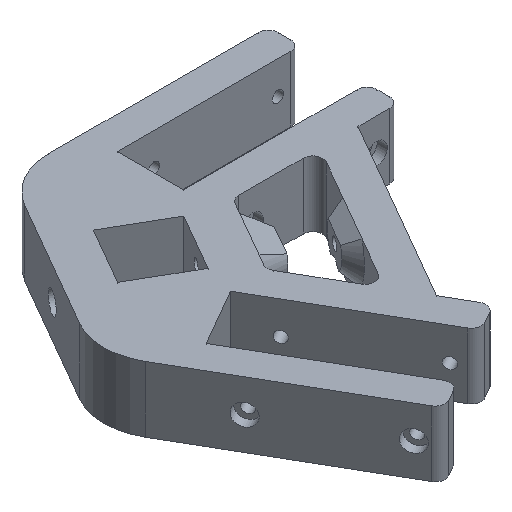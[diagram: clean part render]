
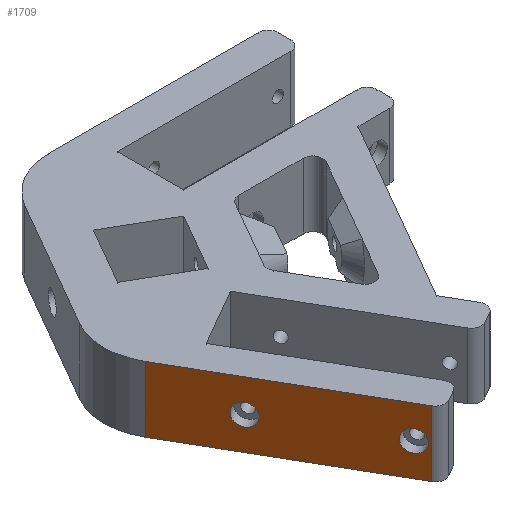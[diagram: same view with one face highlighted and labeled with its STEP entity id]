
A CAD part, isometric view. The second image highlights one B-rep face of the part: STEP entity #1709.
In plain terms, the highlighted planar face has unit normal (-0.866, -0.5, 0).
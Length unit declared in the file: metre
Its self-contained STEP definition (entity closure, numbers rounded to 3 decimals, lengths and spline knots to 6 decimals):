
#122=CIRCLE('',#1867,0.00325);
#123=CIRCLE('',#1868,0.00325);
#329=ORIENTED_EDGE('',*,*,#767,.T.);
#330=ORIENTED_EDGE('',*,*,#768,.T.);
#331=ORIENTED_EDGE('',*,*,#722,.T.);
#332=ORIENTED_EDGE('',*,*,#769,.T.);
#333=ORIENTED_EDGE('',*,*,#654,.F.);
#334=ORIENTED_EDGE('',*,*,#770,.T.);
#654=EDGE_CURVE('',#886,#887,#1052,.T.);
#722=EDGE_CURVE('',#951,#950,#1097,.T.);
#767=EDGE_CURVE('',#977,#977,#122,.T.);
#768=EDGE_CURVE('',#978,#978,#123,.T.);
#769=EDGE_CURVE('',#950,#887,#1123,.F.);
#770=EDGE_CURVE('',#886,#951,#1124,.T.);
#886=VERTEX_POINT('',#2537);
#887=VERTEX_POINT('',#2539);
#950=VERTEX_POINT('',#2674);
#951=VERTEX_POINT('',#2676);
#977=VERTEX_POINT('',#2812);
#978=VERTEX_POINT('',#2814);
#1052=LINE('',#2538,#1180);
#1097=LINE('',#2675,#1225);
#1123=LINE('',#2815,#1251);
#1124=LINE('',#2816,#1252);
#1180=VECTOR('',#2025,1.);
#1225=VECTOR('',#2126,1.);
#1251=VECTOR('',#2202,1.);
#1252=VECTOR('',#2203,1.);
#1329=EDGE_LOOP('',(#329));
#1330=EDGE_LOOP('',(#330));
#1331=EDGE_LOOP('',(#331,#332,#333,#334));
#1501=FACE_BOUND('',#1329,.T.);
#1502=FACE_BOUND('',#1330,.T.);
#1503=FACE_BOUND('',#1331,.T.);
#1655=PLANE('',#1866);
#1709=ADVANCED_FACE('',(#1501,#1502,#1503),#1655,.F.);
#1866=AXIS2_PLACEMENT_3D('',#2810,#2196,#2197);
#1867=AXIS2_PLACEMENT_3D('',#2811,#2198,#2199);
#1868=AXIS2_PLACEMENT_3D('',#2813,#2200,#2201);
#2025=DIRECTION('',(0.5,-0.866,0.));
#2126=DIRECTION('',(0.5,-0.866,0.));
#2196=DIRECTION('',(0.866,0.5,0.));
#2197=DIRECTION('',(-0.5,0.866,0.));
#2198=DIRECTION('',(0.866,0.5,0.));
#2199=DIRECTION('',(0.5,-0.866,0.));
#2200=DIRECTION('',(0.866,0.5,0.));
#2201=DIRECTION('',(0.5,-0.866,0.));
#2202=DIRECTION('',(0.,0.,-1.));
#2203=DIRECTION('',(0.,0.,-1.));
#2537=CARTESIAN_POINT('',(0.02287,-0.059612,0.02));
#2538=CARTESIAN_POINT('',(0.031718,-0.074937,0.02));
#2539=CARTESIAN_POINT('',(0.05484,-0.114985,0.02));
#2674=CARTESIAN_POINT('',(0.05484,-0.114985,0.));
#2675=CARTESIAN_POINT('',(0.031718,-0.074937,0.));
#2676=CARTESIAN_POINT('',(0.02287,-0.059612,0.));
#2810=CARTESIAN_POINT('',(0.031718,-0.074937,0.02));
#2811=CARTESIAN_POINT('',(0.05284,-0.111521,0.01));
#2812=CARTESIAN_POINT('',(0.054465,-0.114336,0.01));
#2813=CARTESIAN_POINT('',(0.033953,-0.078808,0.01));
#2814=CARTESIAN_POINT('',(0.035578,-0.081623,0.01));
#2815=CARTESIAN_POINT('',(0.05484,-0.114985,0.02));
#2816=CARTESIAN_POINT('',(0.02287,-0.059612,0.));
